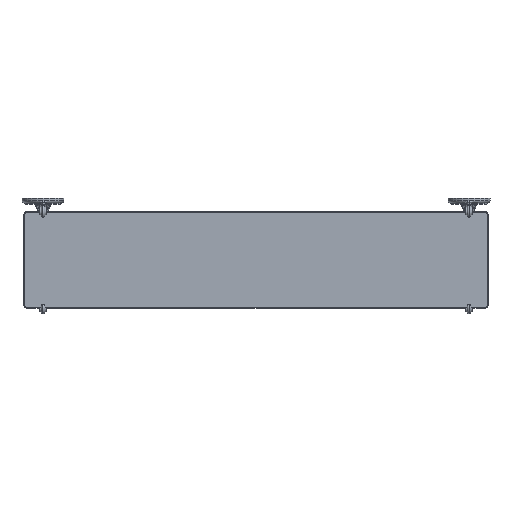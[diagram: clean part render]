
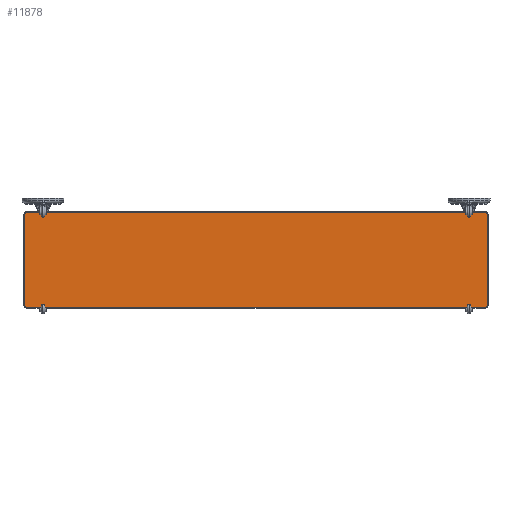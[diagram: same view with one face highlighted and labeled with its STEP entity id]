
A CAD part, top view. The second image highlights one B-rep face of the part: STEP entity #11878.
In plain terms, the highlighted planar face has unit normal (0, 0, 1).
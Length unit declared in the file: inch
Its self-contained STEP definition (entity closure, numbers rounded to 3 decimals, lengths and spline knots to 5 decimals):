
#606=CARTESIAN_POINT('',(22.80353,-0.72855,2.6819));
#607=DIRECTION('',(0.,0.,-1.));
#608=DIRECTION('',(0.,1.,0.));
#609=AXIS2_PLACEMENT_3D('',#606,#607,#608);
#611=CARTESIAN_POINT('',(22.80353,-0.72855,2.6819));
#612=DIRECTION('',(0.,0.,-1.));
#613=DIRECTION('',(0.707,0.707,0.));
#614=AXIS2_PLACEMENT_3D('',#611,#612,#613);
#616=CARTESIAN_POINT('',(22.80353,-5.33455,2.6819));
#617=DIRECTION('',(0.,0.,-1.));
#618=DIRECTION('',(1.,0.,0.));
#619=AXIS2_PLACEMENT_3D('',#616,#617,#618);
#621=CARTESIAN_POINT('',(22.80353,-5.33455,2.6819));
#622=DIRECTION('',(0.,0.,-1.));
#623=DIRECTION('',(0.707,-0.707,0.));
#624=AXIS2_PLACEMENT_3D('',#621,#622,#623);
#626=DIRECTION('',(-1.,0.,0.));
#627=VECTOR('',#626,23.60706);
#628=CARTESIAN_POINT('',(22.80353,-5.49255,2.6819));
#629=LINE('',#628,#627);
#630=CARTESIAN_POINT('',(-0.80353,-5.33455,
2.6819));
#631=DIRECTION('',(0.,0.,-1.));
#632=DIRECTION('',(0.,-1.,0.));
#633=AXIS2_PLACEMENT_3D('',#630,#631,#632);
#635=CARTESIAN_POINT('',(-0.80353,-5.33455,
2.6819));
#636=DIRECTION('',(0.,0.,-1.));
#637=DIRECTION('',(-0.707,-0.707,0.));
#638=AXIS2_PLACEMENT_3D('',#635,#636,#637);
#640=CARTESIAN_POINT('',(-0.80353,-0.72855,
2.6819));
#641=DIRECTION('',(0.,0.,-1.));
#642=DIRECTION('',(-1.,0.,0.));
#643=AXIS2_PLACEMENT_3D('',#640,#641,#642);
#645=CARTESIAN_POINT('',(-0.80353,-0.72855,
2.6819));
#646=DIRECTION('',(0.,0.,-1.));
#647=DIRECTION('',(-0.707,0.707,0.));
#648=AXIS2_PLACEMENT_3D('',#645,#646,#647);
#650=DIRECTION('',(-1.,0.,0.));
#651=VECTOR('',#650,23.60706);
#652=CARTESIAN_POINT('',(22.80353,-0.57055,2.6819));
#653=LINE('',#652,#651);
#3646=DIRECTION('',(0.,1.,0.));
#3647=VECTOR('',#3646,4.606);
#3648=CARTESIAN_POINT('',(22.96153,-5.33455,2.6819));
#3649=LINE('',#3648,#3647);
#5024=DIRECTION('',(0.,-1.,0.));
#5025=VECTOR('',#5024,4.606);
#5026=CARTESIAN_POINT('',(-0.96153,-0.72855,
2.6819));
#5027=LINE('',#5026,#5025);
#9148=CARTESIAN_POINT('',(22.80353,-5.49255,2.6819));
#9149=CARTESIAN_POINT('',(-0.80353,-5.49255,
2.6819));
#9150=VERTEX_POINT('',#9148);
#9151=VERTEX_POINT('',#9149);
#9152=CARTESIAN_POINT('',(-0.91525,-5.44627,
2.6819));
#9153=VERTEX_POINT('',#9152);
#9154=CARTESIAN_POINT('',(-0.96153,-5.33455,
2.6819));
#9155=VERTEX_POINT('',#9154);
#9156=CARTESIAN_POINT('',(-0.96153,-0.72855,
2.6819));
#9157=CARTESIAN_POINT('',(-0.91525,-0.61683,
2.6819));
#9158=VERTEX_POINT('',#9156);
#9159=VERTEX_POINT('',#9157);
#9160=CARTESIAN_POINT('',(-0.80353,-0.57055,
2.6819));
#9161=VERTEX_POINT('',#9160);
#9166=CARTESIAN_POINT('',(22.80353,-0.57055,
2.6819));
#9167=VERTEX_POINT('',#9166);
#10170=CARTESIAN_POINT('',(22.91525,-0.61683,
2.6819));
#10171=VERTEX_POINT('',#10170);
#10172=CARTESIAN_POINT('',(22.96153,-0.72855,
2.6819));
#10173=VERTEX_POINT('',#10172);
#10174=CARTESIAN_POINT('',(22.96153,-5.33455,
2.6819));
#10176=VERTEX_POINT('',#10174);
#10188=CARTESIAN_POINT('',(22.91525,-5.44627,
2.6819));
#10189=VERTEX_POINT('',#10188);
#11848=CARTESIAN_POINT('',(11.,-3.03155,2.6819));
#11849=DIRECTION('',(0.,0.,1.));
#11850=DIRECTION('',(-1.,0.,0.));
#11851=AXIS2_PLACEMENT_3D('',#11848,#11849,#11850);
#11852=PLANE('',#11851);
#11854=ORIENTED_EDGE('',*,*,#11853,.F.);
#11856=ORIENTED_EDGE('',*,*,#11855,.T.);
#11858=ORIENTED_EDGE('',*,*,#11857,.T.);
#11860=ORIENTED_EDGE('',*,*,#11859,.F.);
#11862=ORIENTED_EDGE('',*,*,#11861,.T.);
#11864=ORIENTED_EDGE('',*,*,#11863,.T.);
#11865=ORIENTED_EDGE('',*,*,#11830,.T.);
#11867=ORIENTED_EDGE('',*,*,#11866,.T.);
#11869=ORIENTED_EDGE('',*,*,#11868,.T.);
#11871=ORIENTED_EDGE('',*,*,#11870,.F.);
#11873=ORIENTED_EDGE('',*,*,#11872,.T.);
#11875=ORIENTED_EDGE('',*,*,#11874,.T.);
#11876=EDGE_LOOP('',(#11854,#11856,#11858,#11860,#11862,#11864,#11865,#11867,
#11869,#11871,#11873,#11875));
#11877=FACE_OUTER_BOUND('',#11876,.F.);
#11878=ADVANCED_FACE('',(#11877),#11852,.T.);
#610=CIRCLE('',#609,0.158);
#615=CIRCLE('',#614,0.158);
#620=CIRCLE('',#619,0.158);
#625=CIRCLE('',#624,0.158);
#634=CIRCLE('',#633,0.158);
#639=CIRCLE('',#638,0.158);
#644=CIRCLE('',#643,0.158);
#649=CIRCLE('',#648,0.158);
#11830=EDGE_CURVE('',#9150,#9151,#629,.T.);
#11853=EDGE_CURVE('',#9167,#9161,#653,.T.);
#11855=EDGE_CURVE('',#9167,#10171,#610,.T.);
#11857=EDGE_CURVE('',#10171,#10173,#615,.T.);
#11859=EDGE_CURVE('',#10176,#10173,#3649,.T.);
#11861=EDGE_CURVE('',#10176,#10189,#620,.T.);
#11863=EDGE_CURVE('',#10189,#9150,#625,.T.);
#11866=EDGE_CURVE('',#9151,#9153,#634,.T.);
#11868=EDGE_CURVE('',#9153,#9155,#639,.T.);
#11870=EDGE_CURVE('',#9158,#9155,#5027,.T.);
#11872=EDGE_CURVE('',#9158,#9159,#644,.T.);
#11874=EDGE_CURVE('',#9159,#9161,#649,.T.);
